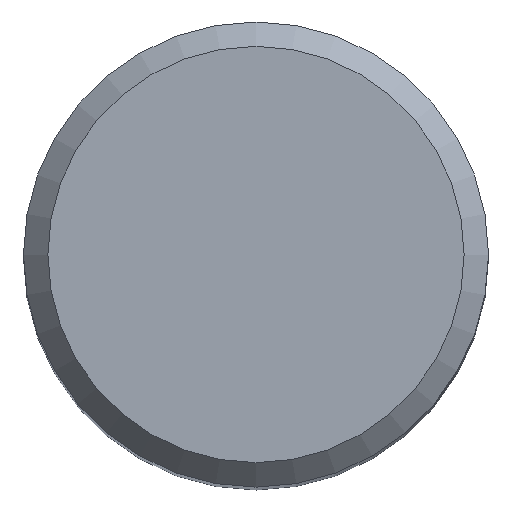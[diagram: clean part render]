
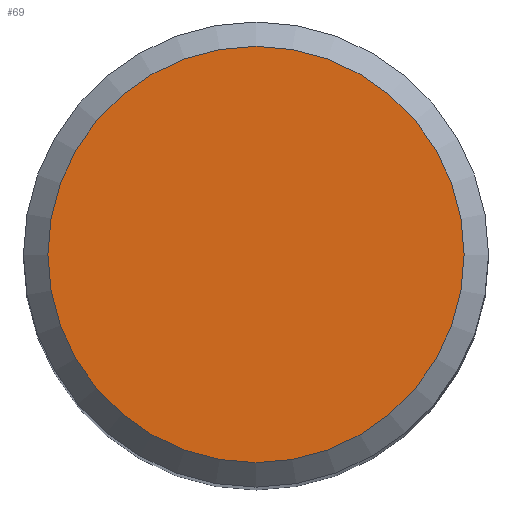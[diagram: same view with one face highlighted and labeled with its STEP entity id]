
A CAD part, top view. The second image highlights one B-rep face of the part: STEP entity #69.
In plain terms, the highlighted planar face has unit normal (0, 0, 1).
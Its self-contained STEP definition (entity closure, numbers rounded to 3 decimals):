
#44=FACE_OUTER_BOUND('',#143,.T.);
#46=PLANE('',#331);
#69=ADVANCED_FACE('',(#44),#46,.F.);
#143=EDGE_LOOP('',(#185));
#185=ORIENTED_EDGE('',*,*,#244,.F.);
#222=VERTEX_POINT('',#485);
#244=EDGE_CURVE('',#222,#222,#265,.T.);
#265=CIRCLE('',#330,8.522);
#330=AXIS2_PLACEMENT_3D('',#484,#396,#397);
#331=AXIS2_PLACEMENT_3D('',#486,#398,#399);
#396=DIRECTION('',(0.,0.,-1.));
#397=DIRECTION('',(1.,0.,0.));
#398=DIRECTION('',(0.,0.,-1.));
#399=DIRECTION('',(1.,0.,0.));
#484=CARTESIAN_POINT('',(0.,0.,0.));
#485=CARTESIAN_POINT('',(8.522,0.,0.));
#486=CARTESIAN_POINT('',(0.,0.,0.));
